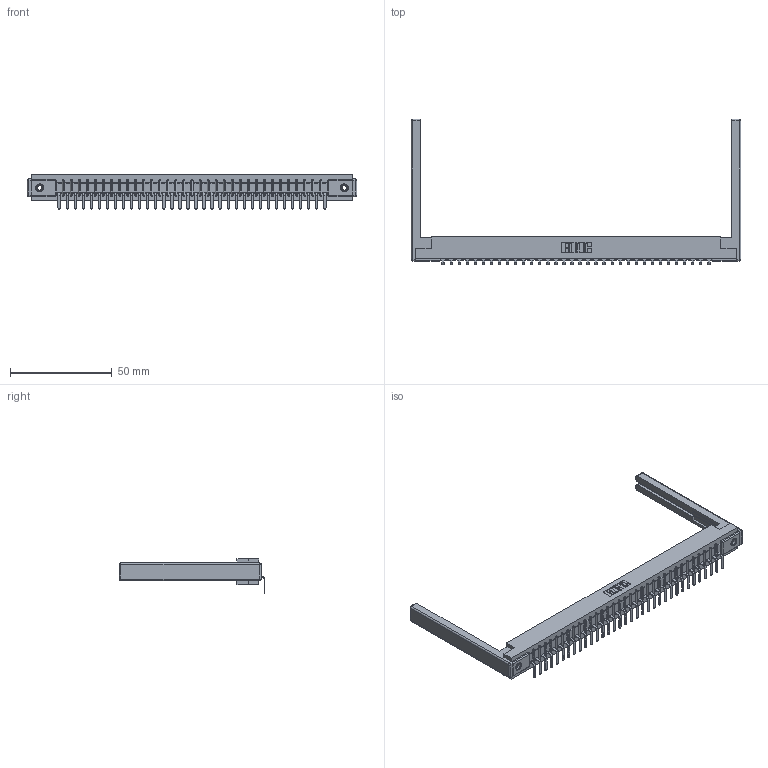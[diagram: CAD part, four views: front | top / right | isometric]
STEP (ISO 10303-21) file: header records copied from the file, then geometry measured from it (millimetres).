
FILE_DESCRIPTION (( 'STEP AP203' ), '1' );
FILE_NAME ('357-034-559-168.STEP', '2022-07-12T20:43:43', ( '' ), ( '' ), 'SwSTEP 2.0', 'SolidWorks 2020', '' );
FILE_SCHEMA (( 'CONFIG_CONTROL_DESIGN' ));
Length unit declared in the file: inch
Products named in the file (5): 357-034-559-168; 345-250-001_345-250-001-102; 307 Part_.156 Dia Mounting Holes; 307-220-068; 307-290-001_558 559 - 1 (Single)
Assembly tree (39 placements, depth 2):
  357-034-559-168
    307 Part_.156 Dia Mounting Holes
    307-290-001_558 559 - 1 (Single)  x34
    307-220-068  x2
    345-250-001_345-250-001-102  x2
Bounding box: 162.15 x 71.67 x 16.8 mm (x, y, z)
Volume: 21198.2 mm3; surface area: 21866.2 mm2
Topology: 39 solids, 39 shells, 2347 faces, 6629 edges, 4258 vertices
Faces by surface type: plane 1484, cylinder 769, sphere 78, cone 12, torus 4
Entity records: 32997 total; most frequent: CARTESIAN_POINT 5521, ORIENTED_EDGE 5496, DIRECTION 5392, EDGE_CURVE 2748, LINE 2102, VECTOR 2102, VERTEX_POINT 1774, AXIS2_PLACEMENT_3D 1645
